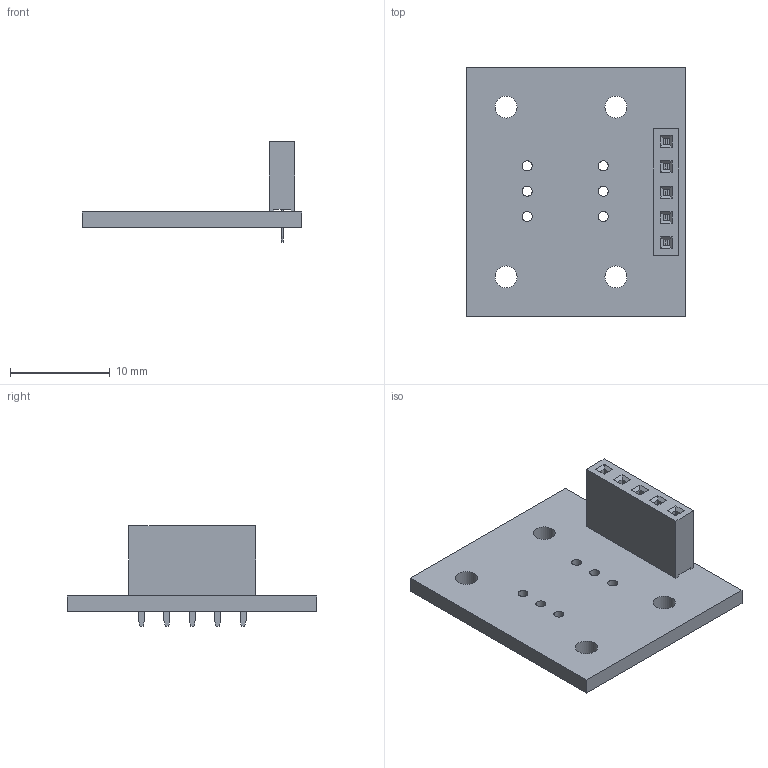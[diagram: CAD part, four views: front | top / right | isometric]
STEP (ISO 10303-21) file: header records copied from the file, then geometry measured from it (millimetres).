
FILE_DESCRIPTION(('KiCad electronic assembly'),'2;1');
FILE_NAME('bromsratt.step','2025-04-07T12:54:28',('Pcbnew'),('Kicad'), 'Open CASCADE STEP processor 7.7','KiCad to STEP converter','Unknown' );
FILE_SCHEMA(('AUTOMOTIVE_DESIGN { 1 0 10303 214 1 1 1 1 }'));
Length unit declared in the file: millimetre
Products named in the file (4): bromsratt 1; PinSocket_1x05_P2.54mm_Vertical; PinSocket_1x05_P254mm_Vertical; bromsratt_PCB
Assembly tree (3 placements, depth 3):
  bromsratt 1
    PinSocket_1x05_P2.54mm_Vertical
      PinSocket_1x05_P254mm_Vertical
    bromsratt_PCB
Bounding box: 22 x 25 x 10.1 mm (x, y, z)
Volume: 1054.2 mm3; surface area: 1687.6 mm2
Topology: 2 solids, 2 shells, 186 faces, 481 edges, 314 vertices
Faces by surface type: plane 171, cylinder 15
Full cylindrical faces by diameter (mm): 1 x11, 2.2 x4
Entity records: 6844 total; most frequent: CARTESIAN_POINT 985, ORIENTED_EDGE 962, DIRECTION 891, EDGE_CURVE 481, LINE 451, VECTOR 451, VERTEX_POINT 314, FACE_BOUND 231
